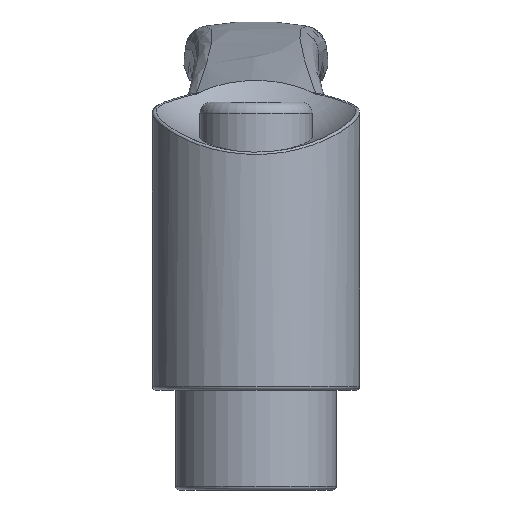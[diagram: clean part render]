
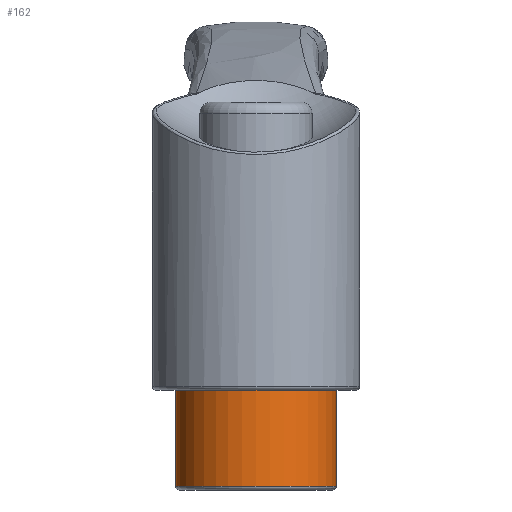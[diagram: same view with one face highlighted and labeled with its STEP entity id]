
A CAD part, left-side view. The second image highlights one B-rep face of the part: STEP entity #162.
In plain terms, the highlighted cylindrical face has radius 10.5 mm (diameter 21 mm), a full revolution.
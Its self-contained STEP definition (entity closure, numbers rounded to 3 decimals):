
#162 = ADVANCED_FACE( '', ( #346, #347 ), #348, .T. );
#346 = FACE_OUTER_BOUND( '', #2893, .T. );
#347 = FACE_OUTER_BOUND( '', #2894, .T. );
#348 = CYLINDRICAL_SURFACE( '', #2895, 10.5 );
#2893 = EDGE_LOOP( '', ( #4410 ) );
#2894 = EDGE_LOOP( '', ( #4411 ) );
#2895 = AXIS2_PLACEMENT_3D( '', #4412, #4413, #4414 );
#4410 = ORIENTED_EDGE( '', *, *, #4599, .T. );
#4411 = ORIENTED_EDGE( '', *, *, #4697, .T. );
#4412 = CARTESIAN_POINT( '', ( 0., 0., -13. ) );
#4413 = DIRECTION( '', ( 0., 0., -1. ) );
#4414 = DIRECTION( '', ( 1., 0., 0. ) );
#4599 = EDGE_CURVE( '', #4828, #4828, #4829, .F. );
#4697 = EDGE_CURVE( '', #4971, #4971, #4972, .F. );
#4828 = VERTEX_POINT( '', #5761 );
#4829 = CIRCLE( '', #5762, 10.5 );
#4971 = VERTEX_POINT( '', #7354 );
#4972 = CIRCLE( '', #7355, 10.5 );
#5761 = CARTESIAN_POINT( '', ( -10.5, 0., -12.5 ) );
#5762 = AXIS2_PLACEMENT_3D( '', #7734, #7735, #7736 );
#7354 = CARTESIAN_POINT( '', ( 10.5, 0., 0. ) );
#7355 = AXIS2_PLACEMENT_3D( '', #7800, #7801, #7802 );
#7734 = CARTESIAN_POINT( '', ( 0., 0., -12.5 ) );
#7735 = DIRECTION( '', ( 0., 0., -1. ) );
#7736 = DIRECTION( '', ( -1., 0., 0. ) );
#7800 = CARTESIAN_POINT( '', ( 0., 0., 0. ) );
#7801 = DIRECTION( '', ( 0., 0., 1. ) );
#7802 = DIRECTION( '', ( 1., 0., 0. ) );
